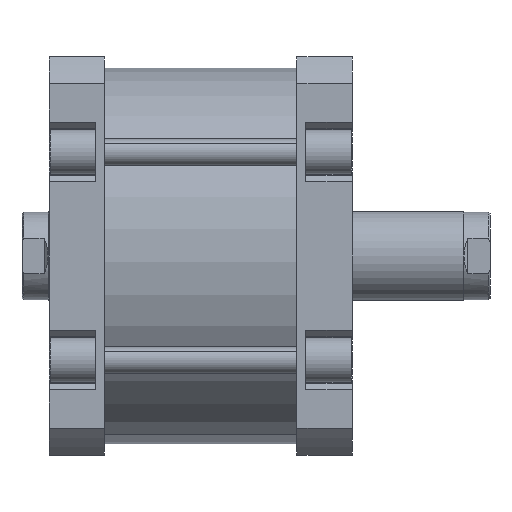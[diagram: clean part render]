
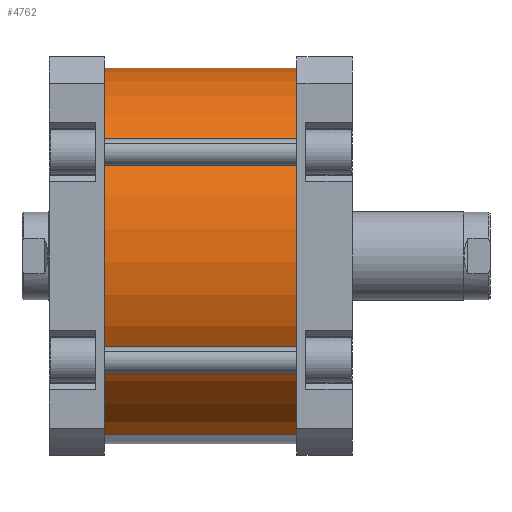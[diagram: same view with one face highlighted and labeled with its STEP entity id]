
A CAD part, front view. The second image highlights one B-rep face of the part: STEP entity #4762.
In plain terms, the highlighted cylindrical face has radius 85 mm (diameter 170 mm), a partial arc.
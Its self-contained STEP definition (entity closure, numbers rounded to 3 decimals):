
#623 = VERTEX_POINT ( 'NONE', #973 ) ;
#624 = VERTEX_POINT ( 'NONE', #971 ) ;
#626 = VERTEX_POINT ( 'NONE', #967 ) ;
#627 = VERTEX_POINT ( 'NONE', #966 ) ;
#966 = CARTESIAN_POINT ( 'NONE',  ( -85., 0., 0. ) ) ;
#967 = CARTESIAN_POINT ( 'NONE',  ( 85., 0., 0. ) ) ;
#971 = CARTESIAN_POINT ( 'NONE',  ( -85., 0., 87. ) ) ;
#973 = CARTESIAN_POINT ( 'NONE',  ( 85., 0., 87. ) ) ;
#1213 = EDGE_CURVE ( 'NONE', #623, #626, #4472, .T. ) ;
#1505 = AXIS2_PLACEMENT_3D ( 'NONE', #2863, #2871, #2872 ) ;
#1507 = AXIS2_PLACEMENT_3D ( 'NONE', #2867, #2874, #2875 ) ;
#1622 = AXIS2_PLACEMENT_3D ( 'NONE', #5711, #5710, #5709 ) ;
#2609 = CARTESIAN_POINT ( 'NONE',  ( 85., 0., 87. ) ) ;
#2628 = DIRECTION ( 'NONE',  ( 0., 0., -1. ) ) ;
#2863 = CARTESIAN_POINT ( 'NONE',  ( 0., 0., 87. ) ) ;
#2867 = CARTESIAN_POINT ( 'NONE',  ( 0., 0., 0. ) ) ;
#2870 = CARTESIAN_POINT ( 'NONE',  ( -85., 0., 87. ) ) ;
#2871 = DIRECTION ( 'NONE',  ( 0., 0., 1. ) ) ;
#2872 = DIRECTION ( 'NONE',  ( 1., 0., 0. ) ) ;
#2874 = DIRECTION ( 'NONE',  ( 0., 0., 1. ) ) ;
#2875 = DIRECTION ( 'NONE',  ( 1., 0., 0. ) ) ;
#2877 = DIRECTION ( 'NONE',  ( 0., 0., -1. ) ) ;
#3240 = EDGE_LOOP ( 'NONE', ( #3591, #3596, #3560, #3568 ) ) ;
#3560 = ORIENTED_EDGE ( 'NONE', *, *, #4624, .T. ) ;
#3568 = ORIENTED_EDGE ( 'NONE', *, *, #4623, .T. ) ;
#3591 = ORIENTED_EDGE ( 'NONE', *, *, #1213, .F. ) ;
#3596 = ORIENTED_EDGE ( 'NONE', *, *, #4622, .F. ) ;
#4469 = VECTOR ( 'NONE', #2628, 1000. ) ;
#4472 = LINE ( 'NONE', #2609, #4469 ) ;
#4622 = EDGE_CURVE ( 'NONE', #624, #623, #4896, .T. ) ;
#4623 = EDGE_CURVE ( 'NONE', #627, #626, #4898, .T. ) ;
#4624 = EDGE_CURVE ( 'NONE', #624, #627, #4897, .T. ) ;
#4762 = ADVANCED_FACE ( 'NONE', ( #5155 ), #5158, .T. ) ;
#4891 = VECTOR ( 'NONE', #2877, 1000. ) ;
#4896 = CIRCLE ( 'NONE', #1505, 85. ) ;
#4897 = LINE ( 'NONE', #2870, #4891 ) ;
#4898 = CIRCLE ( 'NONE', #1507, 85. ) ;
#5155 = FACE_OUTER_BOUND ( 'NONE', #3240, .T. ) ;
#5158 = CYLINDRICAL_SURFACE ( 'NONE', #1622, 85. ) ;
#5709 = DIRECTION ( 'NONE',  ( -1., 0., 0. ) ) ;
#5710 = DIRECTION ( 'NONE',  ( 0., 0., -1. ) ) ;
#5711 = CARTESIAN_POINT ( 'NONE',  ( 0., 0., 87. ) ) ;
